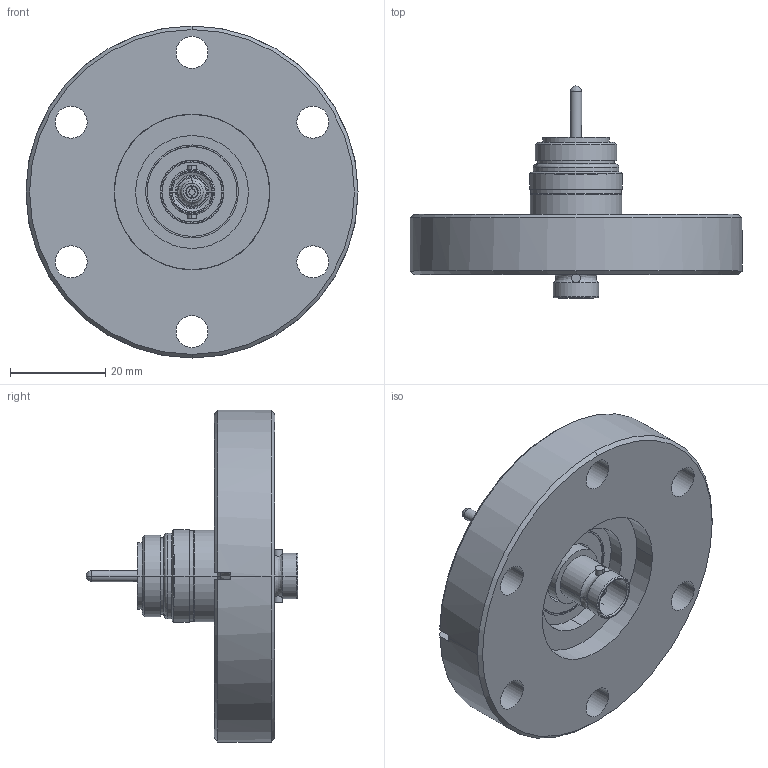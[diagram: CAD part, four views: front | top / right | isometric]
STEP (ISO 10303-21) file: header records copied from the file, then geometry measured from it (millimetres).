
FILE_DESCRIPTION (( 'STEP AP203' ), '1' );
FILE_NAME ('A0305-1-CF.STEP', '2013-08-28T12:06:28', ( '' ), ( '' ), 'SwSTEP 2.0', 'SolidWorks 2012', '' );
FILE_SCHEMA (( 'CONFIG_CONTROL_DESIGN' ));
Length unit declared in the file: inch
Products named in the file (1): A0305-1-CF
Bounding box: 69.85 x 44.6 x 69.85 mm (x, y, z)
Volume: 41318.3 mm3; surface area: 20186.4 mm2
Topology: 1 solids, 1 shells, 213 faces, 500 edges, 318 vertices
Faces by surface type: cylinder 111, plane 46, cone 34, bspline 16, torus 6
Entity records: 6875 total; most frequent: CARTESIAN_POINT 1762, DIRECTION 1143, ORIENTED_EDGE 996, EDGE_CURVE 498, AXIS2_PLACEMENT_3D 486, VERTEX_POINT 318, CIRCLE 288, EDGE_LOOP 258
